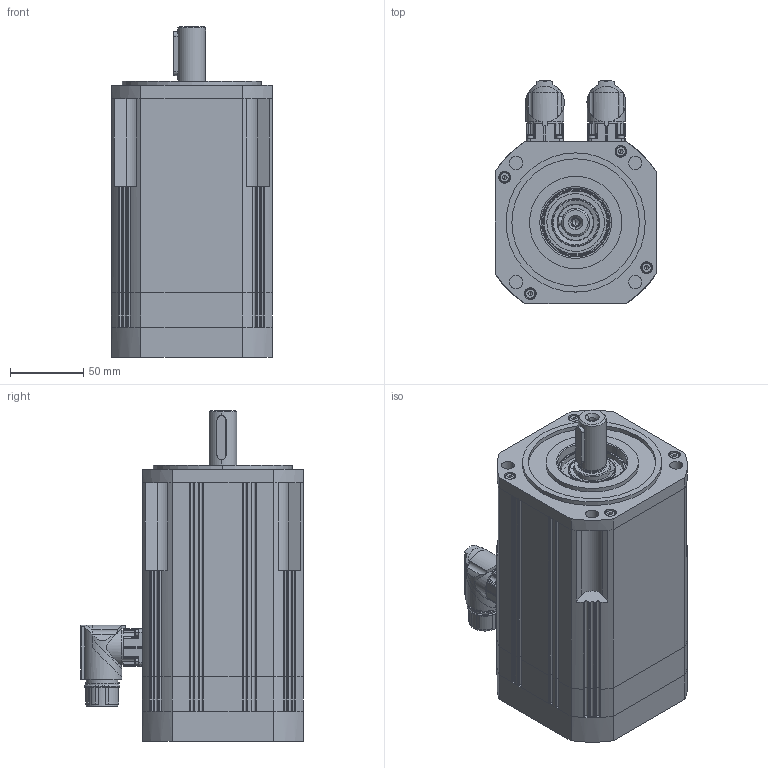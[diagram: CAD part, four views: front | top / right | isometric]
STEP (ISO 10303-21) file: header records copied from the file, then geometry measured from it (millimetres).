
FILE_DESCRIPTION((''),'2;1');
FILE_NAME('FP-711 + Encoder Heidenhain ECN-EQN 1100.stp','2012-01-23T09:22:45',('jlopez'),(''),'Autodesk Inventor 9','Autodesk Inventor 9','');
FILE_SCHEMA(('AUTOMOTIVE_DESIGN { 1 0 10303 214 1 1 1 1 }'));
Length unit declared in the file: millimetre
Products named in the file (1): Pieza1
Bounding box: 110.5 x 152.15 x 225.9 mm (x, y, z)
Volume: 2129369.7 mm3; surface area: 141457.2 mm2
Topology: 25 solids, 25 shells, 1444 faces, 3707 edges, 2227 vertices
Faces by surface type: cylinder 648, plane 462, cone 140, bspline 98, torus 50, sphere 46
Entity records: 44646 total; most frequent: CARTESIAN_POINT 9740, DIRECTION 7737, ORIENTED_EDGE 7154, EDGE_CURVE 3577, AXIS2_PLACEMENT_3D 3050, VERTEX_POINT 2227, VECTOR 1637, LINE 1637
